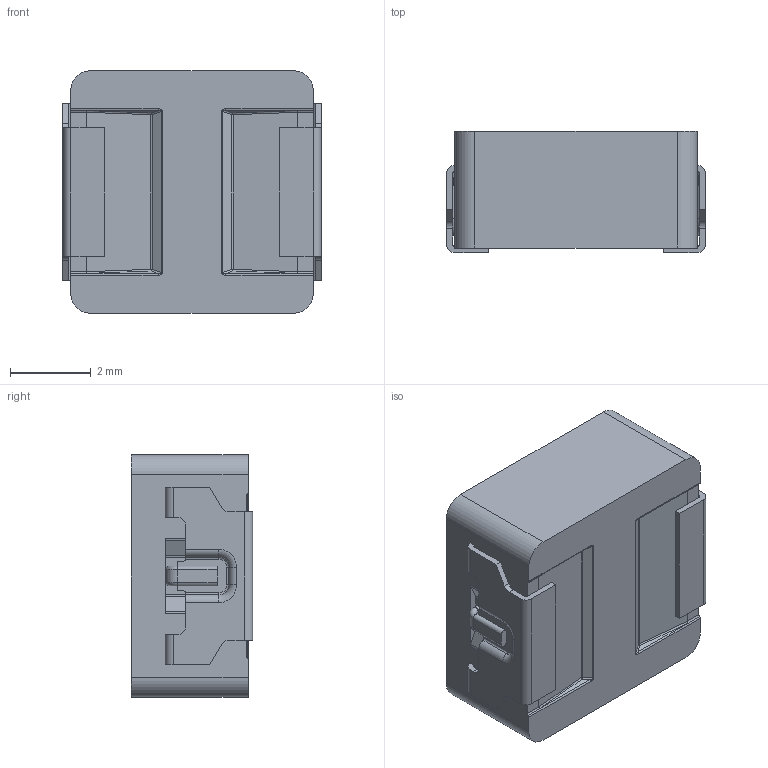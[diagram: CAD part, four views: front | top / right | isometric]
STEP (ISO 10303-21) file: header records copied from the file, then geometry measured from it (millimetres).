
FILE_DESCRIPTION (( 'STEP AP214' ), '1' );
FILE_NAME ('ETQP3M4R7KVN.STEP', '2017-10-27T04:07:30', ( '' ), ( '' ), 'SwSTEP 2.0', 'SolidWorks 2015', '' );
FILE_SCHEMA (( 'AUTOMOTIVE_DESIGN' ));
Length unit declared in the file: millimetre
Products named in the file (1): ETQP3M4R7KVN
Bounding box: 6.4 x 3 x 6 mm (x, y, z)
Volume: 103.9 mm3; surface area: 185.1 mm2
Topology: 1 solids, 1 shells, 199 faces, 544 edges, 340 vertices
Faces by surface type: cylinder 98, plane 71, torus 20, sphere 4, bspline 4, cone 2
Entity records: 8521 total; most frequent: CARTESIAN_POINT 1188, DIRECTION 1124, ORIENTED_EDGE 1072, EDGE_CURVE 536, AXIS2_PLACEMENT_3D 408, VERTEX_POINT 336, VECTOR 308, LINE 308
